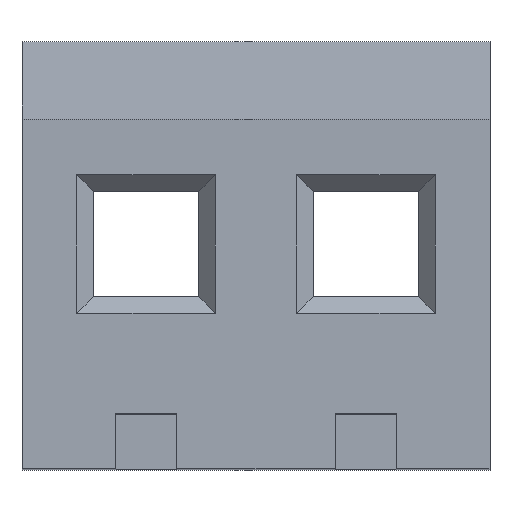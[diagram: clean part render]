
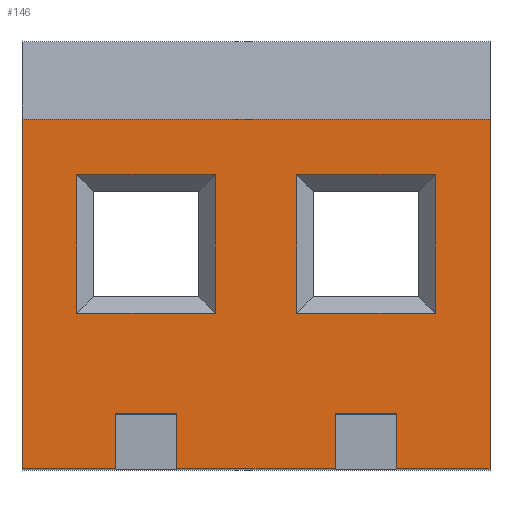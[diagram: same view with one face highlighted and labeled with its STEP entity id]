
A CAD part, top view. The second image highlights one B-rep face of the part: STEP entity #146.
In plain terms, the highlighted planar face has unit normal (0, 0, 1).
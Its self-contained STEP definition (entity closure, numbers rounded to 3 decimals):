
#146 = ADVANCED_FACE( '', ( #325, #326, #327 ), #328, .F. );
#325 = FACE_BOUND( '', #536, .T. );
#326 = FACE_OUTER_BOUND( '', #537, .T. );
#327 = FACE_BOUND( '', #538, .T. );
#328 = PLANE( '', #539 );
#536 = EDGE_LOOP( '', ( #907, #908, #909, #910 ) );
#537 = EDGE_LOOP( '', ( #911, #912, #913, #914, #915, #916, #917, #918, #919, #920, #921, #922 ) );
#538 = EDGE_LOOP( '', ( #923, #924, #925, #926 ) );
#539 = AXIS2_PLACEMENT_3D( '', #927, #928, #929 );
#907 = ORIENTED_EDGE( '', *, *, #1432, .T. );
#908 = ORIENTED_EDGE( '', *, *, #1303, .T. );
#909 = ORIENTED_EDGE( '', *, *, #1423, .T. );
#910 = ORIENTED_EDGE( '', *, *, #1433, .T. );
#911 = ORIENTED_EDGE( '', *, *, #1434, .F. );
#912 = ORIENTED_EDGE( '', *, *, #1435, .F. );
#913 = ORIENTED_EDGE( '', *, *, #1376, .F. );
#914 = ORIENTED_EDGE( '', *, *, #1436, .F. );
#915 = ORIENTED_EDGE( '', *, *, #1437, .F. );
#916 = ORIENTED_EDGE( '', *, *, #1438, .F. );
#917 = ORIENTED_EDGE( '', *, *, #1369, .F. );
#918 = ORIENTED_EDGE( '', *, *, #1439, .F. );
#919 = ORIENTED_EDGE( '', *, *, #1440, .F. );
#920 = ORIENTED_EDGE( '', *, *, #1441, .F. );
#921 = ORIENTED_EDGE( '', *, *, #1442, .T. );
#922 = ORIENTED_EDGE( '', *, *, #1443, .T. );
#923 = ORIENTED_EDGE( '', *, *, #1444, .T. );
#924 = ORIENTED_EDGE( '', *, *, #1330, .T. );
#925 = ORIENTED_EDGE( '', *, *, #1445, .T. );
#926 = ORIENTED_EDGE( '', *, *, #1413, .T. );
#927 = CARTESIAN_POINT( '', ( 4.215, 3.15, 9.35 ) );
#928 = DIRECTION( '', ( 0., 0., -1. ) );
#929 = DIRECTION( '', ( -1., 0., 0. ) );
#1303 = EDGE_CURVE( '', #1558, #1563, #1565, .T. );
#1330 = EDGE_CURVE( '', #1605, #1610, #1612, .T. );
#1369 = EDGE_CURVE( '', #1677, #1679, #1680, .T. );
#1376 = EDGE_CURVE( '', #1688, #1690, #1691, .T. );
#1413 = EDGE_CURVE( '', #1745, #1749, #1751, .T. );
#1423 = EDGE_CURVE( '', #1563, #1765, #1767, .T. );
#1432 = EDGE_CURVE( '', #1778, #1558, #1779, .T. );
#1433 = EDGE_CURVE( '', #1765, #1778, #1780, .T. );
#1434 = EDGE_CURVE( '', #1781, #1782, #1783, .T. );
#1435 = EDGE_CURVE( '', #1690, #1781, #1784, .T. );
#1436 = EDGE_CURVE( '', #1785, #1688, #1786, .T. );
#1437 = EDGE_CURVE( '', #1787, #1785, #1788, .T. );
#1438 = EDGE_CURVE( '', #1679, #1787, #1789, .T. );
#1439 = EDGE_CURVE( '', #1790, #1677, #1791, .T. );
#1440 = EDGE_CURVE( '', #1792, #1790, #1793, .T. );
#1441 = EDGE_CURVE( '', #1794, #1792, #1795, .T. );
#1442 = EDGE_CURVE( '', #1794, #1796, #1797, .T. );
#1443 = EDGE_CURVE( '', #1796, #1782, #1798, .T. );
#1444 = EDGE_CURVE( '', #1749, #1605, #1799, .T. );
#1445 = EDGE_CURVE( '', #1610, #1745, #1800, .T. );
#1558 = VERTEX_POINT( '', #1937 );
#1563 = VERTEX_POINT( '', #1944 );
#1565 = LINE( '', #1947, #1948 );
#1605 = VERTEX_POINT( '', #2006 );
#1610 = VERTEX_POINT( '', #2013 );
#1612 = LINE( '', #2016, #2017 );
#1677 = VERTEX_POINT( '', #2113 );
#1679 = VERTEX_POINT( '', #2116 );
#1680 = LINE( '', #2117, #2118 );
#1688 = VERTEX_POINT( '', #2129 );
#1690 = VERTEX_POINT( '', #2132 );
#1691 = LINE( '', #2133, #2134 );
#1745 = VERTEX_POINT( '', #2214 );
#1749 = VERTEX_POINT( '', #2220 );
#1751 = LINE( '', #2223, #2224 );
#1765 = VERTEX_POINT( '', #2243 );
#1767 = LINE( '', #2246, #2247 );
#1778 = VERTEX_POINT( '', #2263 );
#1779 = LINE( '', #2264, #2265 );
#1780 = LINE( '', #2266, #2267 );
#1781 = VERTEX_POINT( '', #2268 );
#1782 = VERTEX_POINT( '', #2269 );
#1783 = LINE( '', #2270, #2271 );
#1784 = LINE( '', #2272, #2273 );
#1785 = VERTEX_POINT( '', #2274 );
#1786 = LINE( '', #2275, #2276 );
#1787 = VERTEX_POINT( '', #2277 );
#1788 = LINE( '', #2278, #2279 );
#1789 = LINE( '', #2280, #2281 );
#1790 = VERTEX_POINT( '', #2282 );
#1791 = LINE( '', #2283, #2284 );
#1792 = VERTEX_POINT( '', #2285 );
#1793 = LINE( '', #2286, #2287 );
#1794 = VERTEX_POINT( '', #2288 );
#1795 = LINE( '', #2289, #2290 );
#1796 = VERTEX_POINT( '', #2291 );
#1797 = LINE( '', #2292, #2293 );
#1798 = LINE( '', #2294, #2295 );
#1799 = LINE( '', #2296, #2297 );
#1800 = LINE( '', #2298, #2299 );
#1937 = CARTESIAN_POINT( '', ( -3.23, -0.35, 9.35 ) );
#1944 = CARTESIAN_POINT( '', ( -3.23, 2.15, 9.35 ) );
#1947 = CARTESIAN_POINT( '', ( -3.23, 1.85, 9.35 ) );
#1948 = VECTOR( '', #2482, 1000. );
#2006 = CARTESIAN_POINT( '', ( 0.73, -0.35, 9.35 ) );
#2013 = CARTESIAN_POINT( '', ( 0.73, 2.15, 9.35 ) );
#2016 = CARTESIAN_POINT( '', ( 0.73, 1.85, 9.35 ) );
#2017 = VECTOR( '', #2504, 1000. );
#2113 = CARTESIAN_POINT( '', ( 2.53, -2.15, 9.35 ) );
#2116 = CARTESIAN_POINT( '', ( 1.43, -2.15, 9.35 ) );
#2117 = CARTESIAN_POINT( '', ( 2.53, -2.15, 9.35 ) );
#2118 = VECTOR( '', #2537, 1000. );
#2129 = CARTESIAN_POINT( '', ( -1.43, -2.15, 9.35 ) );
#2132 = CARTESIAN_POINT( '', ( -2.53, -2.15, 9.35 ) );
#2133 = CARTESIAN_POINT( '', ( -1.43, -2.15, 9.35 ) );
#2134 = VECTOR( '', #2542, 1000. );
#2214 = CARTESIAN_POINT( '', ( 3.23, 2.15, 9.35 ) );
#2220 = CARTESIAN_POINT( '', ( 3.23, -0.35, 9.35 ) );
#2223 = CARTESIAN_POINT( '', ( 3.23, -0.05, 9.35 ) );
#2224 = VECTOR( '', #2572, 1000. );
#2243 = CARTESIAN_POINT( '', ( -0.73, 2.15, 9.35 ) );
#2246 = CARTESIAN_POINT( '', ( -1.03, 2.15, 9.35 ) );
#2247 = VECTOR( '', #2579, 1000. );
#2263 = CARTESIAN_POINT( '', ( -0.73, -0.35, 9.35 ) );
#2264 = CARTESIAN_POINT( '', ( -2.93, -0.35, 9.35 ) );
#2265 = VECTOR( '', #2585, 1000. );
#2266 = CARTESIAN_POINT( '', ( -0.73, -0.05, 9.35 ) );
#2267 = VECTOR( '', #2586, 1000. );
#2268 = CARTESIAN_POINT( '', ( -2.53, -3.15, 9.35 ) );
#2269 = CARTESIAN_POINT( '', ( -4.215, -3.15, 9.35 ) );
#2270 = CARTESIAN_POINT( '', ( 4.215, -3.15, 9.35 ) );
#2271 = VECTOR( '', #2587, 1000. );
#2272 = CARTESIAN_POINT( '', ( -2.53, -2.15, 9.35 ) );
#2273 = VECTOR( '', #2588, 1000. );
#2274 = CARTESIAN_POINT( '', ( -1.43, -3.15, 9.35 ) );
#2275 = CARTESIAN_POINT( '', ( -1.43, -3.15, 9.35 ) );
#2276 = VECTOR( '', #2589, 1000. );
#2277 = CARTESIAN_POINT( '', ( 1.43, -3.15, 9.35 ) );
#2278 = CARTESIAN_POINT( '', ( 4.215, -3.15, 9.35 ) );
#2279 = VECTOR( '', #2590, 1000. );
#2280 = CARTESIAN_POINT( '', ( 1.43, -2.15, 9.35 ) );
#2281 = VECTOR( '', #2591, 1000. );
#2282 = CARTESIAN_POINT( '', ( 2.53, -3.15, 9.35 ) );
#2283 = CARTESIAN_POINT( '', ( 2.53, -3.15, 9.35 ) );
#2284 = VECTOR( '', #2592, 1000. );
#2285 = CARTESIAN_POINT( '', ( 4.215, -3.15, 9.35 ) );
#2286 = CARTESIAN_POINT( '', ( 4.215, -3.15, 9.35 ) );
#2287 = VECTOR( '', #2593, 1000. );
#2288 = CARTESIAN_POINT( '', ( 4.215, 3.15, 9.35 ) );
#2289 = CARTESIAN_POINT( '', ( 4.215, 3.15, 9.35 ) );
#2290 = VECTOR( '', #2594, 1000. );
#2291 = CARTESIAN_POINT( '', ( -4.215, 3.15, 9.35 ) );
#2292 = CARTESIAN_POINT( '', ( 4.215, 3.15, 9.35 ) );
#2293 = VECTOR( '', #2595, 1000. );
#2294 = CARTESIAN_POINT( '', ( -4.215, 3.15, 9.35 ) );
#2295 = VECTOR( '', #2596, 1000. );
#2296 = CARTESIAN_POINT( '', ( 1.03, -0.35, 9.35 ) );
#2297 = VECTOR( '', #2597, 1000. );
#2298 = CARTESIAN_POINT( '', ( 2.93, 2.15, 9.35 ) );
#2299 = VECTOR( '', #2598, 1000. );
#2482 = DIRECTION( '', ( 0., 1., 0. ) );
#2504 = DIRECTION( '', ( 0., 1., 0. ) );
#2537 = DIRECTION( '', ( -1., 0., 0. ) );
#2542 = DIRECTION( '', ( -1., 0., 0. ) );
#2572 = DIRECTION( '', ( 0., -1., 0. ) );
#2579 = DIRECTION( '', ( 1., 0., 0. ) );
#2585 = DIRECTION( '', ( -1., 0., 0. ) );
#2586 = DIRECTION( '', ( 0., -1., 0. ) );
#2587 = DIRECTION( '', ( -1., 0., 0. ) );
#2588 = DIRECTION( '', ( 0., -1., 0. ) );
#2589 = DIRECTION( '', ( 0., 1., 0. ) );
#2590 = DIRECTION( '', ( -1., 0., 0. ) );
#2591 = DIRECTION( '', ( 0., -1., 0. ) );
#2592 = DIRECTION( '', ( 0., 1., 0. ) );
#2593 = DIRECTION( '', ( -1., 0., 0. ) );
#2594 = DIRECTION( '', ( 0., -1., 0. ) );
#2595 = DIRECTION( '', ( -1., 0., 0. ) );
#2596 = DIRECTION( '', ( 0., -1., 0. ) );
#2597 = DIRECTION( '', ( -1., 0., 0. ) );
#2598 = DIRECTION( '', ( 1., 0., 0. ) );
